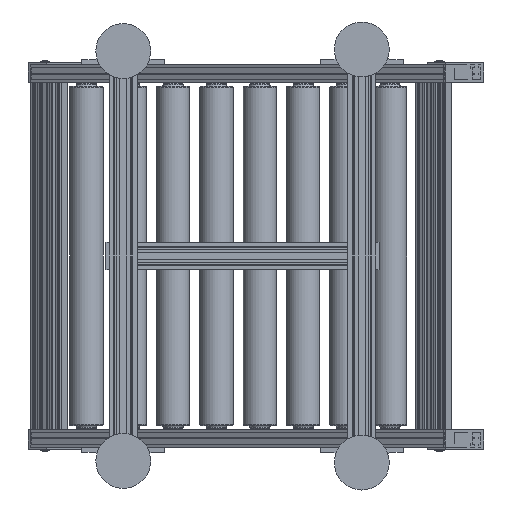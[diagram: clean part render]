
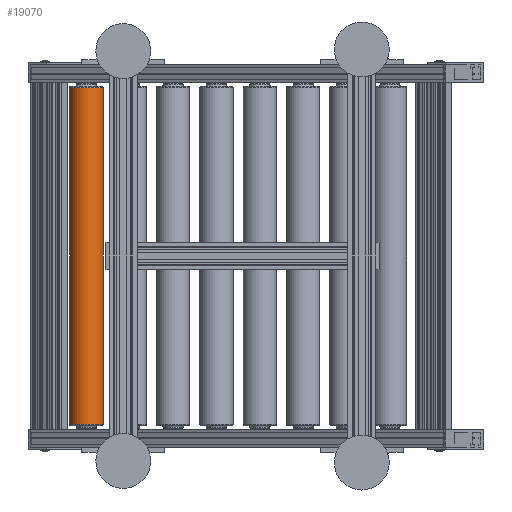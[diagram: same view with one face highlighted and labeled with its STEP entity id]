
A CAD part, front view. The second image highlights one B-rep face of the part: STEP entity #19070.
In plain terms, the highlighted cylindrical face has radius 24.13 mm (diameter 48.26 mm), a full revolution.
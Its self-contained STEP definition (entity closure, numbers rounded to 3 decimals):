
#122=CYLINDRICAL_SURFACE('',#20300,24.13);
#297=CIRCLE('',#20297,24.13);
#298=CIRCLE('',#20298,24.13);
#300=CIRCLE('',#20301,24.13);
#301=CIRCLE('',#20302,24.13);
#1337=FACE_OUTER_BOUND('',#2325,.T.);
#2325=EDGE_LOOP('',(#17170,#17171,#17172,#17173,#17174,#17175));
#4854=LINE('',#30493,#7387);
#7387=VECTOR('',#25054,24.13);
#9134=VERTEX_POINT('',#30484);
#9135=VERTEX_POINT('',#30485);
#9136=VERTEX_POINT('',#30490);
#9137=VERTEX_POINT('',#30491);
#11815=EDGE_CURVE('',#9134,#9135,#297,.T.);
#11816=EDGE_CURVE('',#9135,#9134,#298,.T.);
#11818=EDGE_CURVE('',#9136,#9137,#300,.T.);
#11819=EDGE_CURVE('',#9136,#9134,#4854,.T.);
#11820=EDGE_CURVE('',#9137,#9136,#301,.T.);
#17170=ORIENTED_EDGE('',*,*,#11818,.F.);
#17171=ORIENTED_EDGE('',*,*,#11819,.T.);
#17172=ORIENTED_EDGE('',*,*,#11815,.T.);
#17173=ORIENTED_EDGE('',*,*,#11816,.T.);
#17174=ORIENTED_EDGE('',*,*,#11819,.F.);
#17175=ORIENTED_EDGE('',*,*,#11820,.F.);
#19070=ADVANCED_FACE('',(#1337),#122,.T.);
#20297=AXIS2_PLACEMENT_3D('',#30486,#25044,#25045);
#20298=AXIS2_PLACEMENT_3D('',#30487,#25046,#25047);
#20300=AXIS2_PLACEMENT_3D('',#30489,#25050,#25051);
#20301=AXIS2_PLACEMENT_3D('',#30492,#25052,#25053);
#20302=AXIS2_PLACEMENT_3D('',#30494,#25055,#25056);
#25044=DIRECTION('center_axis',(1.,0.,0.));
#25045=DIRECTION('ref_axis',(0.,0.,-1.));
#25046=DIRECTION('center_axis',(1.,0.,0.));
#25047=DIRECTION('ref_axis',(0.,0.,-1.));
#25050=DIRECTION('center_axis',(1.,0.,0.));
#25051=DIRECTION('ref_axis',(0.,1.,0.));
#25052=DIRECTION('center_axis',(1.,0.,0.));
#25053=DIRECTION('ref_axis',(0.,0.,-1.));
#25054=DIRECTION('',(-1.,0.,0.));
#25055=DIRECTION('center_axis',(1.,0.,0.));
#25056=DIRECTION('ref_axis',(0.,0.,-1.));
#30484=CARTESIAN_POINT('',(-242.142,-24.13,0.));
#30485=CARTESIAN_POINT('',(-242.142,0.,24.13));
#30486=CARTESIAN_POINT('Origin',(-242.142,0.,0.));
#30487=CARTESIAN_POINT('Origin',(-242.142,0.,0.));
#30489=CARTESIAN_POINT('Origin',(0.,0.,0.));
#30490=CARTESIAN_POINT('',(242.142,-24.13,0.));
#30491=CARTESIAN_POINT('',(242.142,0.,24.13));
#30492=CARTESIAN_POINT('Origin',(242.142,0.,0.));
#30493=CARTESIAN_POINT('',(0.,-24.13,0.));
#30494=CARTESIAN_POINT('Origin',(242.142,0.,0.));
